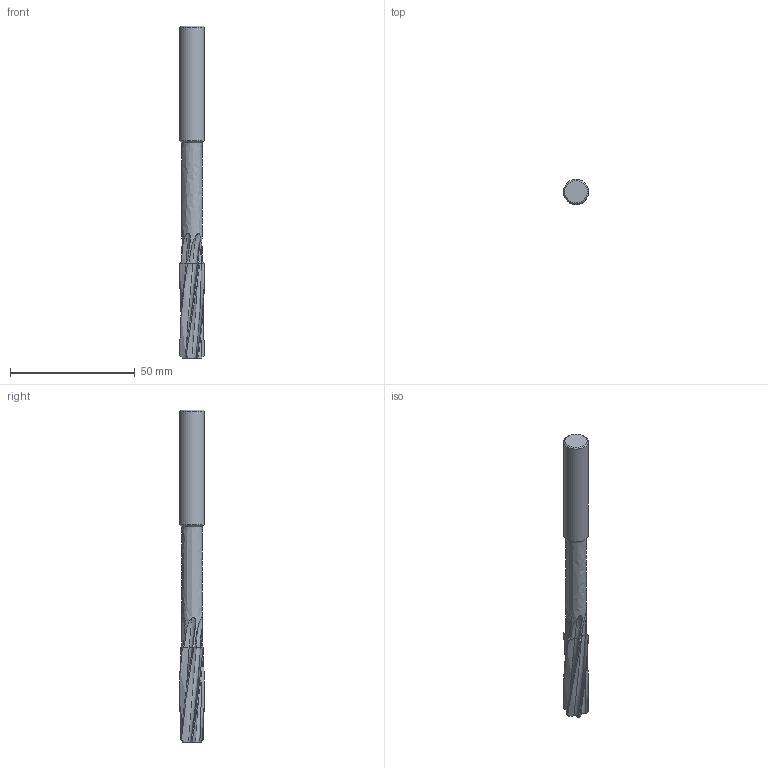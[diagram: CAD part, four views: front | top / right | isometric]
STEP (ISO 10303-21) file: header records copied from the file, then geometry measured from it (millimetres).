
FILE_DESCRIPTION(('STEP'), '1');
FILE_NAME('10041930.stp', '2021-09-21T14:27:44', ('TDM Systems GmbH'), ('TDM Systems GmbH'), 'HarmonyWare STEP v2.1.2-dev Express v3.0.0.0', 'TDM', 'Unknown');
FILE_SCHEMA(('AUTOMOTIVE_DESIGN'));
Length unit declared in the file: millimetre
Products named in the file (1): NONE
Bounding box: 10 x 10 x 133 mm (x, y, z)
Volume: 7520.2 mm3; surface area: 4511.2 mm2
Topology: 2 solids, 2 shells, 65 faces, 195 edges, 139 vertices
Faces by surface type: bspline 61, plane 4
Entity records: 6751 total; most frequent: CARTESIAN_POINT 5350, ORIENTED_EDGE 382, EDGE_CURVE 191, DIRECTION 139, VERTEX_POINT 130, B_SPLINE_CURVE_WITH_KNOTS 82, ADVANCED_FACE 65, FACE_OUTER_BOUND 65
